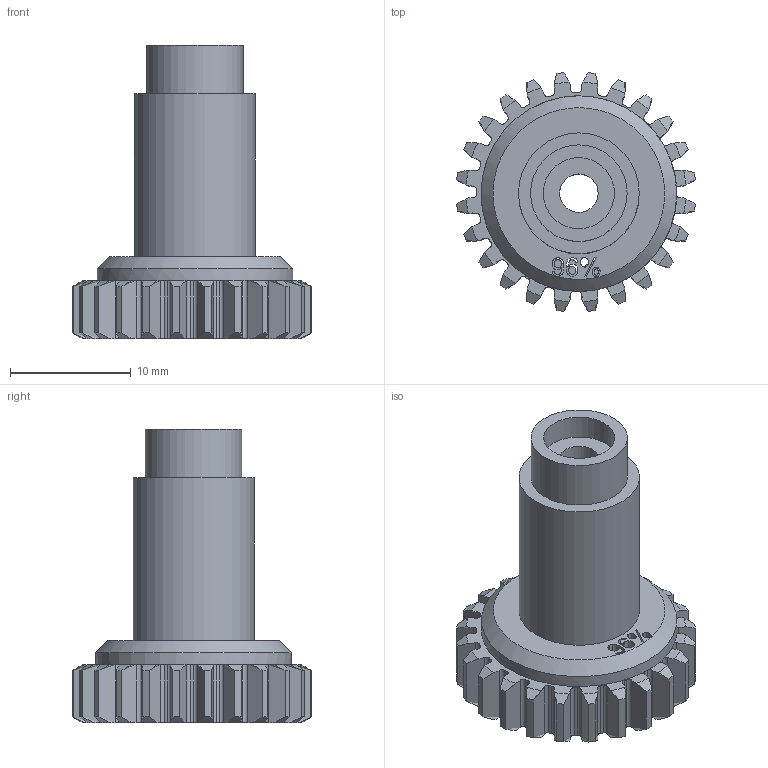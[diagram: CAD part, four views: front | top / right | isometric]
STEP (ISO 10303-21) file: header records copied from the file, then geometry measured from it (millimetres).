
FILE_DESCRIPTION(/* description */ (''),/* implementation_level */ '2;1');
FILE_NAME(/* name */ 'Orbita - pinion_bottom - 96percent v2.step',/* time_stamp */ '2020-11-11T15:49:59-08:00',/* author */ (''),/* organization */ (''),/* preprocessor_version */ 'ST-DEVELOPER v18.1',/* originating_system */ 'Autodesk Translation Framework v9.3.0.1241',/* authorisation */ '');
FILE_SCHEMA (('AUTOMOTIVE_DESIGN { 1 0 10303 214 3 1 1 }'));
Length unit declared in the file: millimetre
Products named in the file (1): Orbita - pinion_bottom - 96percent
Bounding box: 19.77 x 19.77 x 24.3 mm (x, y, z)
Volume: 2064.2 mm3; surface area: 2065.6 mm2
Topology: 1 solids, 1 shells, 330 faces, 941 edges, 615 vertices
Faces by surface type: bspline 128, cylinder 101, plane 52, cone 49
Full cylindrical faces by diameter (mm): 3.2 x1, 5.9 x1, 8 x1, 10 x1, 16.2 x1
Entity records: 15204 total; most frequent: CARTESIAN_POINT 7383, ORIENTED_EDGE 1882, DIRECTION 1272, EDGE_CURVE 941, VERTEX_POINT 615, AXIS2_PLACEMENT_3D 490, B_SPLINE_CURVE_WITH_KNOTS 362, EDGE_LOOP 342
